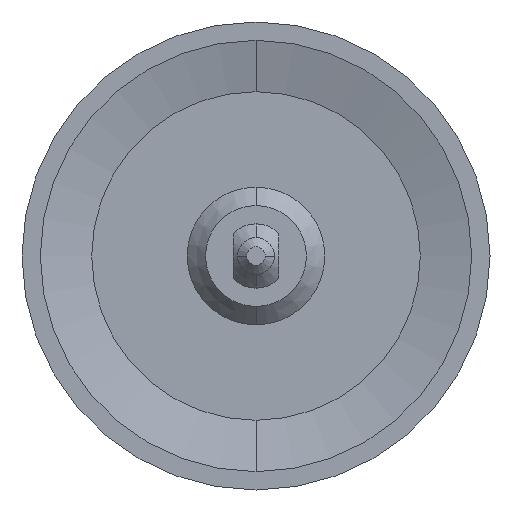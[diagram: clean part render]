
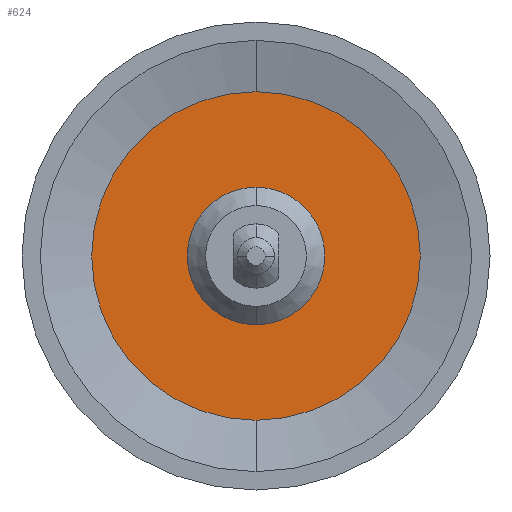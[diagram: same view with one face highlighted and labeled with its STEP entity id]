
A CAD part, front view. The second image highlights one B-rep face of the part: STEP entity #624.
In plain terms, the highlighted planar face has unit normal (0, -1, 0).
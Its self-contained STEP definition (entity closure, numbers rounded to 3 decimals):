
#19 = AXIS2_PLACEMENT_3D ( 'NONE', #165, #446, #739 ) ;
#79 = ORIENTED_EDGE ( 'NONE', *, *, #296, .T. ) ;
#81 = DIRECTION ( 'NONE',  ( 0., 1., 0. ) ) ;
#113 = EDGE_LOOP ( 'NONE', ( #543, #536 ) ) ;
#162 = CARTESIAN_POINT ( 'NONE',  ( 0., 0.5, 0. ) ) ;
#165 = CARTESIAN_POINT ( 'NONE',  ( 0., 0.5, 0. ) ) ;
#167 = DIRECTION ( 'NONE',  ( 0., 0., -1. ) ) ;
#195 = CARTESIAN_POINT ( 'NONE',  ( 0., 0.5, 0. ) ) ;
#233 = FACE_BOUND ( 'NONE', #905, .T. ) ;
#253 = AXIS2_PLACEMENT_3D ( 'NONE', #407, #700, #167 ) ;
#296 = EDGE_CURVE ( 'NONE', #761, #711, #728, .T. ) ;
#335 = AXIS2_PLACEMENT_3D ( 'NONE', #732, #81, #373 ) ;
#338 = VERTEX_POINT ( 'NONE', #875 ) ;
#373 = DIRECTION ( 'NONE',  ( 0., 0., 1. ) ) ;
#405 = EDGE_CURVE ( 'NONE', #529, #338, #645, .T. ) ;
#407 = CARTESIAN_POINT ( 'NONE',  ( 0., 0.5, 0. ) ) ;
#408 = CIRCLE ( 'NONE', #928, 8.952 ) ;
#444 = DIRECTION ( 'NONE',  ( 0., -1., 0. ) ) ;
#446 = DIRECTION ( 'NONE',  ( 0., 1., 0. ) ) ;
#474 = DIRECTION ( 'NONE',  ( 0., -1., 0. ) ) ;
#513 = FACE_OUTER_BOUND ( 'NONE', #113, .T. ) ;
#529 = VERTEX_POINT ( 'NONE', #619 ) ;
#536 = ORIENTED_EDGE ( 'NONE', *, *, #405, .T. ) ;
#542 = ORIENTED_EDGE ( 'NONE', *, *, #837, .T. ) ;
#543 = ORIENTED_EDGE ( 'NONE', *, *, #566, .T. ) ;
#554 = CARTESIAN_POINT ( 'NONE',  ( 0., 0.5, 3.75 ) ) ;
#566 = EDGE_CURVE ( 'NONE', #338, #529, #408, .T. ) ;
#619 = CARTESIAN_POINT ( 'NONE',  ( 0., 0.5, 8.952 ) ) ;
#624 = ADVANCED_FACE ( 'NONE', ( #233, #513 ), #803, .T. ) ;
#645 = CIRCLE ( 'NONE', #253, 8.952 ) ;
#700 = DIRECTION ( 'NONE',  ( 0., -1., 0. ) ) ;
#711 = VERTEX_POINT ( 'NONE', #554 ) ;
#728 = CIRCLE ( 'NONE', #335, 3.75 ) ;
#732 = CARTESIAN_POINT ( 'NONE',  ( 0., 0.5, 0. ) ) ;
#736 = DIRECTION ( 'NONE',  ( 0., 0., -1. ) ) ;
#739 = DIRECTION ( 'NONE',  ( 0., 0., 1. ) ) ;
#761 = VERTEX_POINT ( 'NONE', #779 ) ;
#765 = DIRECTION ( 'NONE',  ( 0., 0., -1. ) ) ;
#779 = CARTESIAN_POINT ( 'NONE',  ( 0., 0.5, -3.75 ) ) ;
#803 = PLANE ( 'NONE',  #846 ) ;
#837 = EDGE_CURVE ( 'NONE', #711, #761, #842, .T. ) ;
#842 = CIRCLE ( 'NONE', #19, 3.75 ) ;
#846 = AXIS2_PLACEMENT_3D ( 'NONE', #162, #444, #736 ) ;
#875 = CARTESIAN_POINT ( 'NONE',  ( 0., 0.5, -8.952 ) ) ;
#905 = EDGE_LOOP ( 'NONE', ( #542, #79 ) ) ;
#928 = AXIS2_PLACEMENT_3D ( 'NONE', #195, #474, #765 ) ;
